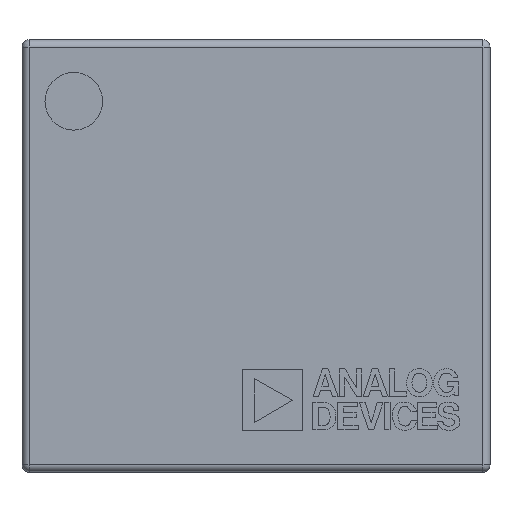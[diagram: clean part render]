
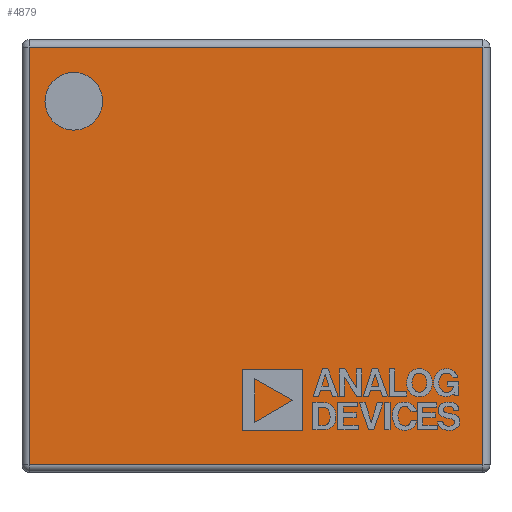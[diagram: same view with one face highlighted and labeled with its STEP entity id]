
A CAD part, top view. The second image highlights one B-rep face of the part: STEP entity #4879.
In plain terms, the highlighted planar face has unit normal (0, 0, 1).
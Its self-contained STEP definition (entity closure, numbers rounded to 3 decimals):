
#224=PLANE('',#5368);
#482=LINE('',#6903,#1076);
#486=LINE('',#6916,#1080);
#488=LINE('',#6919,#1082);
#490=LINE('',#6922,#1084);
#1076=VECTOR('',#5708,10.);
#1080=VECTOR('',#5724,10.);
#1082=VECTOR('',#5728,10.);
#1084=VECTOR('',#5732,10.);
#1697=FACE_OUTER_BOUND('',#2005,.T.);
#2005=EDGE_LOOP('',(#3555,#3556,#3557,#3558));
#2332=VERTEX_POINT('',#6854);
#2341=VERTEX_POINT('',#6884);
#2344=VERTEX_POINT('',#6894);
#2347=VERTEX_POINT('',#6907);
#2808=EDGE_CURVE('',#2332,#2344,#482,.T.);
#2815=EDGE_CURVE('',#2344,#2347,#486,.T.);
#2817=EDGE_CURVE('',#2347,#2341,#488,.T.);
#2819=EDGE_CURVE('',#2341,#2332,#490,.T.);
#3555=ORIENTED_EDGE('',*,*,#2808,.F.);
#3556=ORIENTED_EDGE('',*,*,#2819,.F.);
#3557=ORIENTED_EDGE('',*,*,#2817,.F.);
#3558=ORIENTED_EDGE('',*,*,#2815,.F.);
#4879=ADVANCED_FACE('',(#1697),#224,.T.);
#5368=AXIS2_PLACEMENT_3D('',#6934,#5750,#5751);
#5708=DIRECTION('',(1.,0.,0.));
#5724=DIRECTION('',(0.,-1.,0.));
#5728=DIRECTION('',(-1.,0.,0.));
#5732=DIRECTION('',(0.,1.,0.));
#5750=DIRECTION('center_axis',(0.,0.,1.));
#5751=DIRECTION('ref_axis',(1.,0.,0.));
#6854=CARTESIAN_POINT('',(-1.575,1.45,1.137));
#6884=CARTESIAN_POINT('',(-1.575,-1.45,1.137));
#6894=CARTESIAN_POINT('',(1.575,1.45,1.137));
#6903=CARTESIAN_POINT('',(0.813,1.45,1.137));
#6907=CARTESIAN_POINT('',(1.575,-1.45,1.137));
#6916=CARTESIAN_POINT('',(1.575,-0.75,1.137));
#6919=CARTESIAN_POINT('',(-0.813,-1.45,1.137));
#6922=CARTESIAN_POINT('',(-1.575,0.75,1.137));
#6934=CARTESIAN_POINT('Origin',(0.,0.,1.137));
